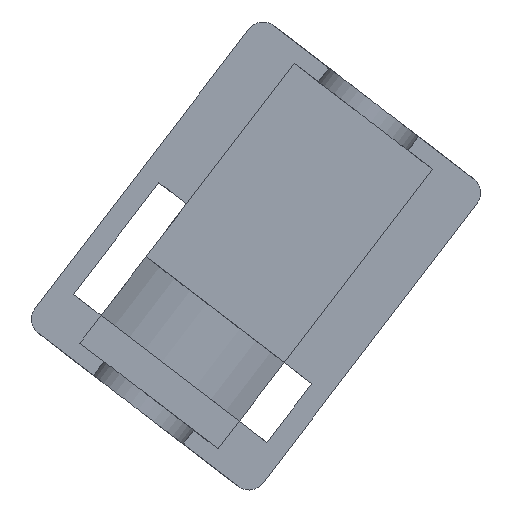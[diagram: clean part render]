
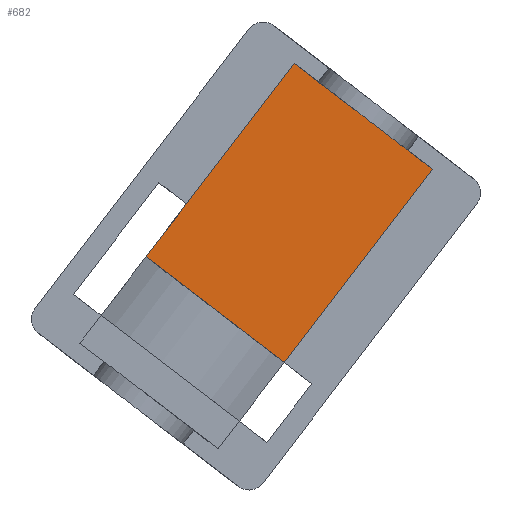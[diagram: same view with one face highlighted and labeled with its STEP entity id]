
A CAD part, left-side view. The second image highlights one B-rep face of the part: STEP entity #682.
In plain terms, the highlighted planar face has unit normal (-1, 0, 0).
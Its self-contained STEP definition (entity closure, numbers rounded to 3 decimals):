
#19 = CARTESIAN_POINT ( 'NONE',  ( 40.2, 77.897, 157.742 ) ) ;
#51 = DIRECTION ( 'NONE',  ( 0., 0.794, 0.608 ) ) ;
#53 = DIRECTION ( 'NONE',  ( 1., 0., 0. ) ) ;
#56 = PLANE ( 'NONE',  #450 ) ;
#57 = VECTOR ( 'NONE', #865, 1000. ) ;
#63 = FACE_OUTER_BOUND ( 'NONE', #282, .T. ) ;
#72 = CARTESIAN_POINT ( 'NONE',  ( 40.2, 77.897, 157.742 ) ) ;
#127 = LINE ( 'NONE', #482, #234 ) ;
#132 = VERTEX_POINT ( 'NONE', #731 ) ;
#155 = ORIENTED_EDGE ( 'NONE', *, *, #875, .T. ) ;
#234 = VECTOR ( 'NONE', #494, 1000. ) ;
#282 = EDGE_LOOP ( 'NONE', ( #155, #356, #355, #345, #343 ) ) ;
#303 = VERTEX_POINT ( 'NONE', #370 ) ;
#316 = VECTOR ( 'NONE', #721, 1000. ) ;
#321 = EDGE_CURVE ( 'NONE', #132, #400, #926, .T. ) ;
#332 = CARTESIAN_POINT ( 'NONE',  ( 40.2, 77.897, 157.742 ) ) ;
#343 = ORIENTED_EDGE ( 'NONE', *, *, #693, .F. ) ;
#345 = ORIENTED_EDGE ( 'NONE', *, *, #571, .F. ) ;
#355 = ORIENTED_EDGE ( 'NONE', *, *, #555, .F. ) ;
#356 = ORIENTED_EDGE ( 'NONE', *, *, #321, .F. ) ;
#361 = CARTESIAN_POINT ( 'NONE',  ( 40.2, 77.897, 157.742 ) ) ;
#370 = CARTESIAN_POINT ( 'NONE',  ( 40.2, 90.264, 141.588 ) ) ;
#382 = LINE ( 'NONE', #743, #316 ) ;
#400 = VERTEX_POINT ( 'NONE', #562 ) ;
#450 = AXIS2_PLACEMENT_3D ( 'NONE', #72, #53, #51 ) ;
#471 = DIRECTION ( 'NONE',  ( 0., -0.608, 0.794 ) ) ;
#482 = CARTESIAN_POINT ( 'NONE',  ( 40.2, 62.017, 145.584 ) ) ;
#494 = DIRECTION ( 'NONE',  ( 0., -0.794, -0.608 ) ) ;
#555 = EDGE_CURVE ( 'NONE', #594, #132, #127, .T. ) ;
#562 = CARTESIAN_POINT ( 'NONE',  ( 40.2, 79.038, 123.351 ) ) ;
#571 = EDGE_CURVE ( 'NONE', #303, #594, #803, .T. ) ;
#574 = DIRECTION ( 'NONE',  ( 0., 0.608, -0.794 ) ) ;
#575 = CARTESIAN_POINT ( 'NONE',  ( 40.2, 86.636, 113.426 ) ) ;
#594 = VERTEX_POINT ( 'NONE', #361 ) ;
#682 = ADVANCED_FACE ( 'NONE', ( #63 ), #56, .F. ) ;
#693 = EDGE_CURVE ( 'NONE', #869, #303, #836, .T. ) ;
#721 = DIRECTION ( 'NONE',  ( 0., -0.794, -0.608 ) ) ;
#726 = CARTESIAN_POINT ( 'NONE',  ( 40.2, 94.918, 135.509 ) ) ;
#731 = CARTESIAN_POINT ( 'NONE',  ( 40.2, 62.017, 145.584 ) ) ;
#743 = CARTESIAN_POINT ( 'NONE',  ( 40.2, 94.918, 135.509 ) ) ;
#783 = VECTOR ( 'NONE', #471, 1000. ) ;
#790 = VECTOR ( 'NONE', #574, 1000. ) ;
#803 = LINE ( 'NONE', #332, #783 ) ;
#836 = LINE ( 'NONE', #19, #57 ) ;
#865 = DIRECTION ( 'NONE',  ( 0., -0.608, 0.794 ) ) ;
#869 = VERTEX_POINT ( 'NONE', #726 ) ;
#875 = EDGE_CURVE ( 'NONE', #869, #400, #382, .T. ) ;
#926 = LINE ( 'NONE', #575, #790 ) ;
